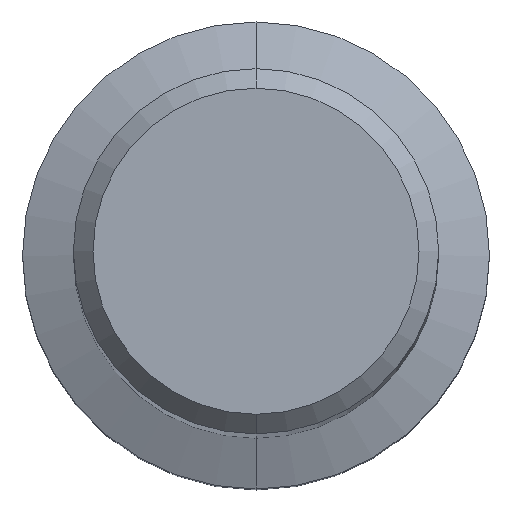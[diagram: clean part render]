
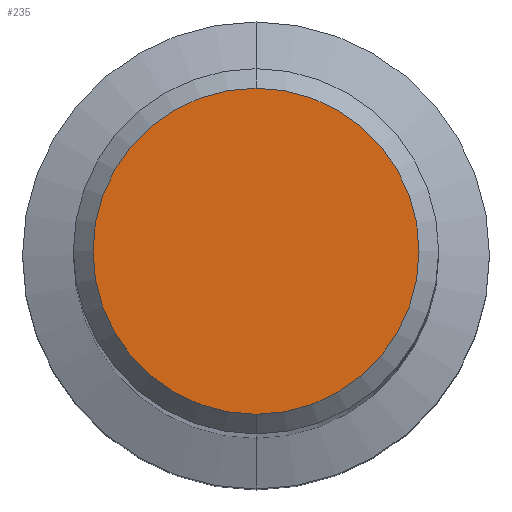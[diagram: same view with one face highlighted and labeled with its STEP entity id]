
A CAD part, top view. The second image highlights one B-rep face of the part: STEP entity #235.
In plain terms, the highlighted planar face has unit normal (0, 0, 1).
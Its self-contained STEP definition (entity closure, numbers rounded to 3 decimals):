
#221=VERTEX_POINT('',#431);
#235=ADVANCED_FACE('',(#449),#450,.T.);
#251=EDGE_CURVE('',#285,#221,#470,.T.);
#267=EDGE_CURVE('',#221,#285,#487,.T.);
#285=VERTEX_POINT('',#507);
#431=CARTESIAN_POINT('',(0.0,6.65,0.0));
#449=FACE_OUTER_BOUND('',#700,.T.);
#450=PLANE('',#701);
#470=CIRCLE('',#729,6.65);
#487=CIRCLE('',#751,6.65);
#507=CARTESIAN_POINT('',(0.,-6.65,0.0));
#700=EDGE_LOOP('',(#967,#968));
#701=AXIS2_PLACEMENT_3D('',#969,#970,#971);
#729=AXIS2_PLACEMENT_3D('',#1002,#1003,#1004);
#751=AXIS2_PLACEMENT_3D('',#1024,#1025,#1026);
#967=ORIENTED_EDGE('',*,*,#267,.F.);
#968=ORIENTED_EDGE('',*,*,#251,.F.);
#969=CARTESIAN_POINT('',(0.0,3.325,0.0));
#970=DIRECTION('',(-0.0,0.0,1.0));
#971=DIRECTION('',(0.0,-1.0,0.0));
#1002=CARTESIAN_POINT('',(0.0,0.0,0.0));
#1003=DIRECTION('',(0.0,0.0,-1.0));
#1004=DIRECTION('',(0.0,1.0,0.0));
#1024=CARTESIAN_POINT('',(0.0,0.0,0.0));
#1025=DIRECTION('',(0.0,0.0,-1.0));
#1026=DIRECTION('',(0.0,1.0,0.0));
